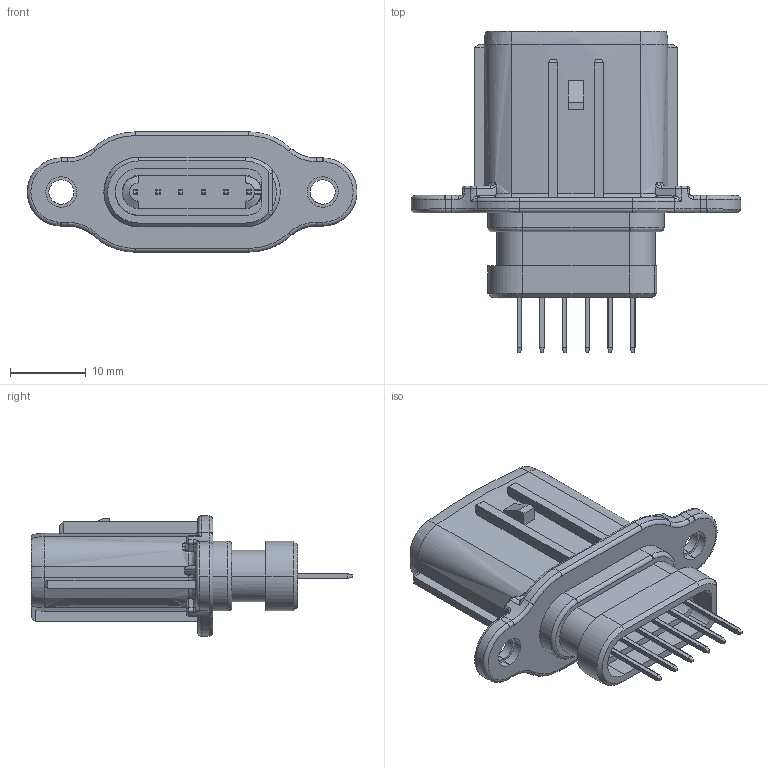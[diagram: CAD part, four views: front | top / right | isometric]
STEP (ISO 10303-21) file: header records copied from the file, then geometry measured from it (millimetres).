
FILE_DESCRIPTION( ('This file contains a STEP AP42 implementation' ,'as created by ZW3D STEP Interface translator.') ,'2;1' );
FILE_NAME( '73000-1MS006ABSNJA1.stp' ,'23 315.1033 2', (''), ('ZWCAD Software Co.'), 'Version 1.0', 'ZW3D to STEP translator', '' );
FILE_SCHEMA(('AUTOMOTIVE_DESIGN { 1 0 10303 214 1 1 1 1 }'));
Length unit declared in the file: millimetre
Products named in the file (2): 0; 2
Bounding box: 43.59 x 42.5 x 15.9 mm (x, y, z)
Volume: 4568.9 mm3; surface area: 5292.3 mm2
Topology: 1 solids, 1 shells, 590 faces, 1575 edges, 988 vertices
Faces by surface type: plane 301, bspline 180, cylinder 90, cone 15, sphere 4
Entity records: 29156 total; most frequent: CARTESIAN_POINT 17513, ORIENTED_EDGE 3146, EDGE_CURVE 1573, B_SPLINE_CURVE_WITH_KNOTS 1483, VERTEX_POINT 987, DIRECTION 952, EDGE_LOOP 620, FACE_OUTER_BOUND 590
